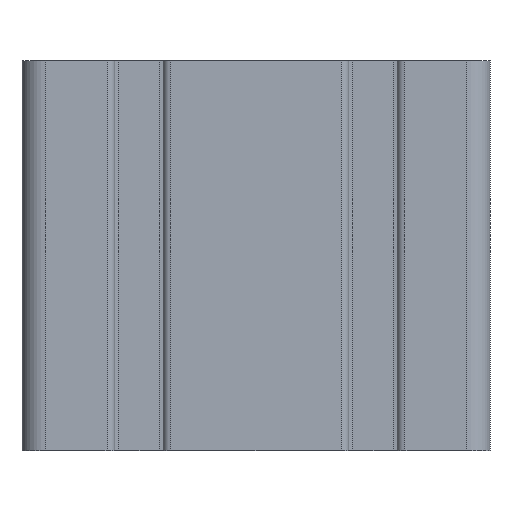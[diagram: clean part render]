
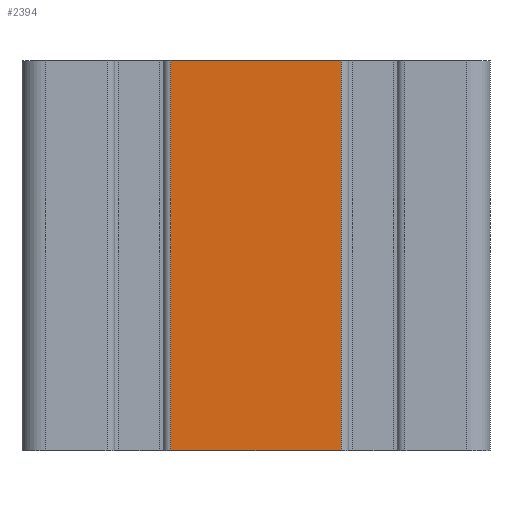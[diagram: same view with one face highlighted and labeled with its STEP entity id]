
A CAD part, front view. The second image highlights one B-rep face of the part: STEP entity #2394.
In plain terms, the highlighted planar face has unit normal (0, -1, 0).
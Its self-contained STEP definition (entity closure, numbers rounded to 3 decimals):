
#8 = EDGE_CURVE ( 'NONE', #2677, #2597, #5185, .T. ) ;
#219 = CARTESIAN_POINT ( 'NONE',  ( 10.9, -6., 25. ) ) ;
#367 = CARTESIAN_POINT ( 'NONE',  ( -10.9, -6., 25. ) ) ;
#490 = ORIENTED_EDGE ( 'NONE', *, *, #5150, .T. ) ;
#708 = CARTESIAN_POINT ( 'NONE',  ( -10.9, -6., -25. ) ) ;
#941 = ORIENTED_EDGE ( 'NONE', *, *, #1374, .T. ) ;
#985 = DIRECTION ( 'NONE',  ( 0., 0., -1. ) ) ;
#1227 = VECTOR ( 'NONE', #2149, 1000. ) ;
#1346 = DIRECTION ( 'NONE',  ( 1., 0., 0. ) ) ;
#1374 = EDGE_CURVE ( 'NONE', #1697, #1907, #4798, .T. ) ;
#1465 = CARTESIAN_POINT ( 'NONE',  ( -10.9, -6., -25. ) ) ;
#1697 = VERTEX_POINT ( 'NONE', #4405 ) ;
#1907 = VERTEX_POINT ( 'NONE', #708 ) ;
#1947 = DIRECTION ( 'NONE',  ( 1., 0., 0. ) ) ;
#2077 = AXIS2_PLACEMENT_3D ( 'NONE', #367, #2943, #4711 ) ;
#2149 = DIRECTION ( 'NONE',  ( 0., 0., -1. ) ) ;
#2152 = PLANE ( 'NONE',  #2077 ) ;
#2394 = ADVANCED_FACE ( 'NONE', ( #4283 ), #2152, .F. ) ;
#2538 = CARTESIAN_POINT ( 'NONE',  ( 10.9, -6., 25. ) ) ;
#2597 = VERTEX_POINT ( 'NONE', #2766 ) ;
#2677 = VERTEX_POINT ( 'NONE', #219 ) ;
#2766 = CARTESIAN_POINT ( 'NONE',  ( 10.9, -6., -25. ) ) ;
#2943 = DIRECTION ( 'NONE',  ( 0., 1., 0. ) ) ;
#2960 = VECTOR ( 'NONE', #985, 1000. ) ;
#3182 = VECTOR ( 'NONE', #1346, 1000. ) ;
#3839 = EDGE_CURVE ( 'NONE', #1697, #2677, #5569, .T. ) ;
#3983 = LINE ( 'NONE', #1465, #5168 ) ;
#4191 = ORIENTED_EDGE ( 'NONE', *, *, #8, .F. ) ;
#4283 = FACE_OUTER_BOUND ( 'NONE', #4868, .T. ) ;
#4321 = ORIENTED_EDGE ( 'NONE', *, *, #3839, .F. ) ;
#4405 = CARTESIAN_POINT ( 'NONE',  ( -10.9, -6., 25. ) ) ;
#4711 = DIRECTION ( 'NONE',  ( -1., 0., 0. ) ) ;
#4798 = LINE ( 'NONE', #4880, #2960 ) ;
#4868 = EDGE_LOOP ( 'NONE', ( #490, #4191, #4321, #941 ) ) ;
#4880 = CARTESIAN_POINT ( 'NONE',  ( -10.9, -6., 25. ) ) ;
#5150 = EDGE_CURVE ( 'NONE', #1907, #2597, #3983, .T. ) ;
#5168 = VECTOR ( 'NONE', #1947, 1000. ) ;
#5185 = LINE ( 'NONE', #2538, #1227 ) ;
#5232 = CARTESIAN_POINT ( 'NONE',  ( -10.9, -6., 25. ) ) ;
#5569 = LINE ( 'NONE', #5232, #3182 ) ;
